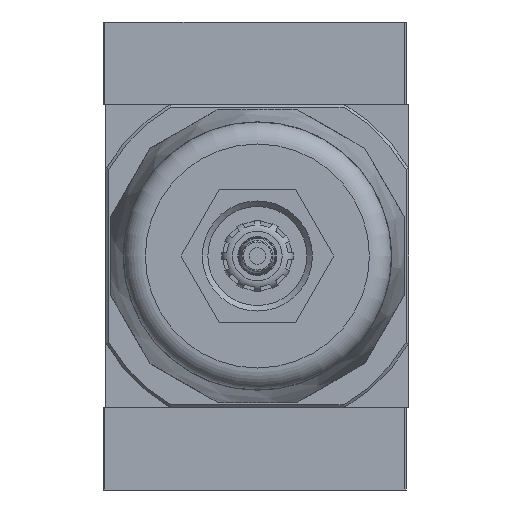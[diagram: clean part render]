
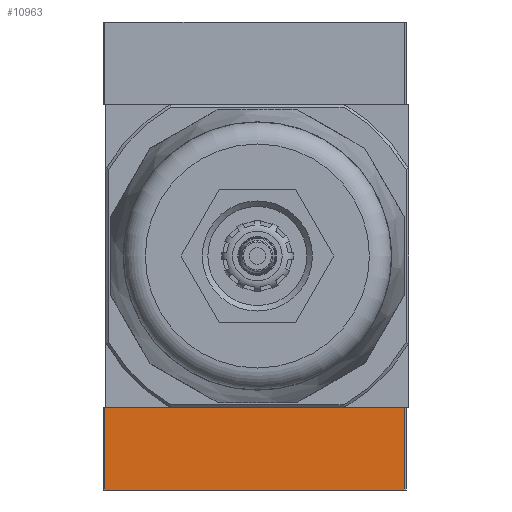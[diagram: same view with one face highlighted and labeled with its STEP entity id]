
A CAD part, front view. The second image highlights one B-rep face of the part: STEP entity #10963.
In plain terms, the highlighted face is planar.
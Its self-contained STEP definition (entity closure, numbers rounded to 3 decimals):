
#494=LINE('',#17377,#1014);
#504=LINE('',#17429,#1024);
#505=LINE('',#17433,#1025);
#506=LINE('',#17435,#1026);
#1014=VECTOR('',#13701,1000.);
#1024=VECTOR('',#13747,1000.);
#1025=VECTOR('',#13752,1000.);
#1026=VECTOR('',#13753,1000.);
#1415=PLANE('',#11820);
#3618=ORIENTED_EDGE('',*,*,#5330,.T.);
#3619=ORIENTED_EDGE('',*,*,#5358,.F.);
#3620=ORIENTED_EDGE('',*,*,#5359,.F.);
#3621=ORIENTED_EDGE('',*,*,#5356,.T.);
#5330=EDGE_CURVE('',#6341,#6340,#494,.T.);
#5356=EDGE_CURVE('',#6365,#6341,#504,.T.);
#5358=EDGE_CURVE('',#6366,#6340,#505,.T.);
#5359=EDGE_CURVE('',#6365,#6366,#506,.T.);
#6340=VERTEX_POINT('',#17376);
#6341=VERTEX_POINT('',#17378);
#6365=VERTEX_POINT('',#17430);
#6366=VERTEX_POINT('',#17434);
#7314=EDGE_LOOP('',(#3618,#3619,#3620,#3621));
#8010=FACE_BOUND('',#7314,.T.);
#10963=ADVANCED_FACE('',(#8010),#1415,.F.);
#11820=AXIS2_PLACEMENT_3D('',#17432,#13750,#13751);
#13701=DIRECTION('',(1.,0.,0.));
#13747=DIRECTION('',(0.,-1.,0.));
#13750=DIRECTION('',(0.,0.,-1.));
#13751=DIRECTION('',(-1.,0.,0.));
#13752=DIRECTION('',(0.,-1.,0.));
#13753=DIRECTION('',(1.,0.,0.));
#17376=CARTESIAN_POINT('',(27.2,0.,16.));
#17377=CARTESIAN_POINT('',(-27.2,0.,16.));
#17378=CARTESIAN_POINT('',(-27.2,0.,16.));
#17429=CARTESIAN_POINT('',(-27.2,15.,16.));
#17430=CARTESIAN_POINT('',(-27.2,15.,16.));
#17432=CARTESIAN_POINT('',(-27.2,15.,16.));
#17433=CARTESIAN_POINT('',(27.2,15.,16.));
#17434=CARTESIAN_POINT('',(27.2,15.,16.));
#17435=CARTESIAN_POINT('',(-27.2,15.,16.));
